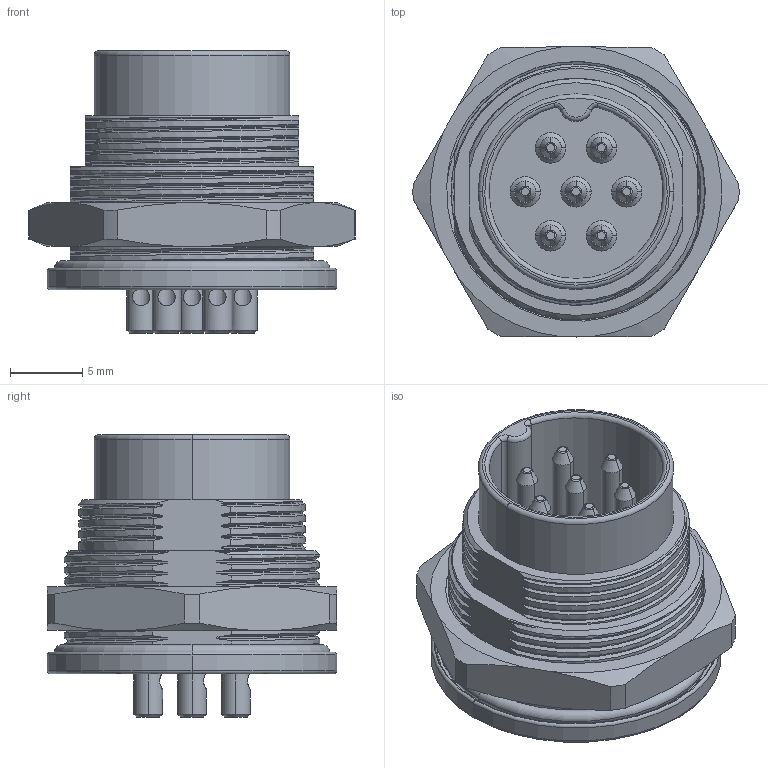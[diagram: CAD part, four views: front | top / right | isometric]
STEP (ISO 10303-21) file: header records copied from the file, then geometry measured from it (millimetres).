
FILE_DESCRIPTION((''),'2;1');
FILE_NAME('7P-MALE-S4_ASM','2022-03-03T',('RD-4'),(''),'PRO/ENGINEER BY PARAMETRIC TECHNOLOGY CORPORATION, 2010280','PRO/ENGINEER BY PARAMETRIC TECHNOLOGY CORPORATION, 2010280','');
FILE_SCHEMA(('AUTOMOTIVE_DESIGN_CC2 { 1 2 10303 214 -1 1 5 2 }'));
Products named in the file (8): SHELL1174; MALE-HSG174; MALE-PIN174; PRT0001; O-R; NUT; PRT0003; 7P-MALE-S4_ASM
Assembly tree (13 placements, depth 2):
  7P-MALE-S4_ASM
    SHELL1174
    MALE-HSG174
    MALE-PIN174  x7
    PRT0001
    O-R
    NUT
    PRT0003
Bounding box: 22.5 x 20 x 19.5 mm (x, y, z)
Volume: 2583.4 mm3; surface area: 9965.3 mm2
Topology: 12 solids, 24 shells, 1770 faces, 4446 edges, 2842 vertices
Faces by surface type: plane 760, cylinder 528, cone 230, bspline 196, torus 56
Entity records: 92863 total; most frequent: CARTESIAN_POINT 54143, ORIENTED_EDGE 7848, DIRECTION 6918, EDGE_CURVE 3924, VERTEX_POINT 2544, VECTOR 2340, LINE 2340, AXIS2_PLACEMENT_3D 2289
